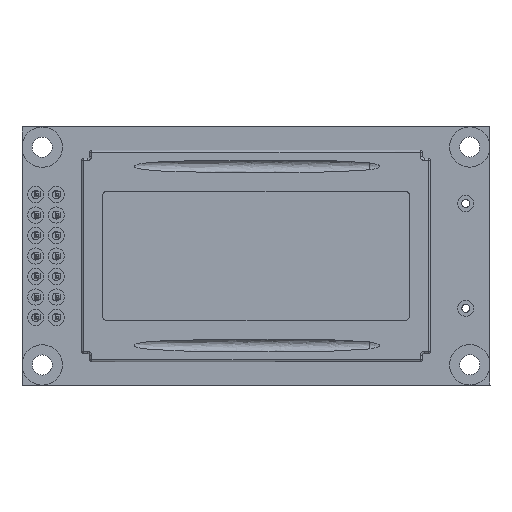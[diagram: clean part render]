
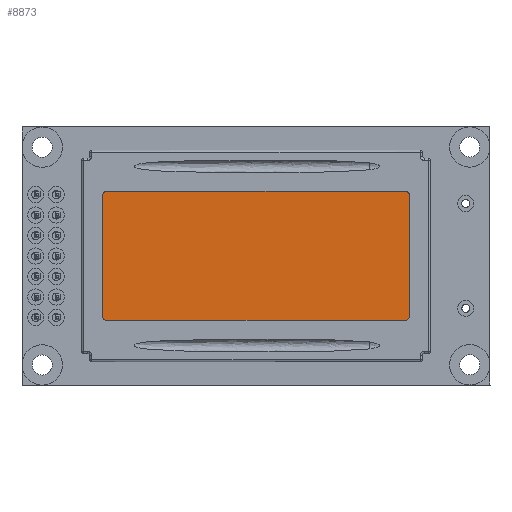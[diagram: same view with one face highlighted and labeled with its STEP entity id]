
A CAD part, top view. The second image highlights one B-rep face of the part: STEP entity #8873.
In plain terms, the highlighted planar face has unit normal (0, 0, 1).
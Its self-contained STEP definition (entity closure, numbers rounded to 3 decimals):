
#144=LINE('',#13554,#1128);
#148=LINE('',#13563,#1132);
#151=LINE('',#13571,#1135);
#154=LINE('',#13579,#1138);
#1128=VECTOR('',#10830,1000.);
#1132=VECTOR('',#10840,1000.);
#1135=VECTOR('',#10849,1000.);
#1138=VECTOR('',#10858,1000.);
#2090=PLANE('',#9709);
#3010=FACE_OUTER_BOUND('',#3700,.T.);
#3700=EDGE_LOOP('',(#6814,#6815,#6816,#6817,#6818,#6819,#6820,#6821));
#4284=CIRCLE('',#9675,0.5);
#4285=CIRCLE('',#9678,0.5);
#4286=CIRCLE('',#9681,0.5);
#4287=CIRCLE('',#9684,0.5);
#4511=VERTEX_POINT('',#13551);
#4512=VERTEX_POINT('',#13553);
#4513=VERTEX_POINT('',#13557);
#4514=VERTEX_POINT('',#13561);
#4515=VERTEX_POINT('',#13565);
#4516=VERTEX_POINT('',#13569);
#4517=VERTEX_POINT('',#13573);
#4518=VERTEX_POINT('',#13577);
#5317=EDGE_CURVE('',#4512,#4511,#144,.T.);
#5320=EDGE_CURVE('',#4511,#4513,#4284,.T.);
#5322=EDGE_CURVE('',#4514,#4513,#148,.T.);
#5324=EDGE_CURVE('',#4514,#4515,#4285,.T.);
#5326=EDGE_CURVE('',#4515,#4516,#151,.T.);
#5328=EDGE_CURVE('',#4516,#4517,#4286,.T.);
#5330=EDGE_CURVE('',#4518,#4517,#154,.T.);
#5331=EDGE_CURVE('',#4518,#4512,#4287,.T.);
#6814=ORIENTED_EDGE('',*,*,#5331,.T.);
#6815=ORIENTED_EDGE('',*,*,#5317,.T.);
#6816=ORIENTED_EDGE('',*,*,#5320,.T.);
#6817=ORIENTED_EDGE('',*,*,#5322,.F.);
#6818=ORIENTED_EDGE('',*,*,#5324,.T.);
#6819=ORIENTED_EDGE('',*,*,#5326,.T.);
#6820=ORIENTED_EDGE('',*,*,#5328,.T.);
#6821=ORIENTED_EDGE('',*,*,#5330,.F.);
#8873=ADVANCED_FACE('',(#3010),#2090,.T.);
#9675=AXIS2_PLACEMENT_3D('',#13559,#10835,#10836);
#9678=AXIS2_PLACEMENT_3D('',#13567,#10844,#10845);
#9681=AXIS2_PLACEMENT_3D('',#13575,#10853,#10854);
#9684=AXIS2_PLACEMENT_3D('',#13581,#10861,#10862);
#9709=AXIS2_PLACEMENT_3D('',#13816,#10911,#10912);
#10830=DIRECTION('',(-1.,0.,0.));
#10835=DIRECTION('center_axis',(0.,0.,1.));
#10836=DIRECTION('ref_axis',(1.,0.,0.));
#10840=DIRECTION('',(0.,1.,0.));
#10844=DIRECTION('center_axis',(0.,0.,1.));
#10845=DIRECTION('ref_axis',(1.,0.,0.));
#10849=DIRECTION('',(1.,0.,0.));
#10853=DIRECTION('center_axis',(0.,0.,1.));
#10854=DIRECTION('ref_axis',(1.,0.,0.));
#10858=DIRECTION('',(0.,-1.,0.));
#10861=DIRECTION('center_axis',(0.,0.,1.));
#10862=DIRECTION('ref_axis',(1.,0.,0.));
#10911=DIRECTION('center_axis',(0.,0.,1.));
#10912=DIRECTION('ref_axis',(1.,0.,0.));
#13551=CARTESIAN_POINT('',(-18.5,8.,7.7));
#13553=CARTESIAN_POINT('',(18.5,8.,7.7));
#13554=CARTESIAN_POINT('',(-18.5,8.,7.7));
#13557=CARTESIAN_POINT('',(-19.,7.5,7.7));
#13559=CARTESIAN_POINT('Origin',(-18.5,7.5,7.7));
#13561=CARTESIAN_POINT('',(-19.,-7.5,7.7));
#13563=CARTESIAN_POINT('',(-19.,7.5,7.7));
#13565=CARTESIAN_POINT('',(-18.5,-8.,7.7));
#13567=CARTESIAN_POINT('Origin',(-18.5,-7.5,7.7));
#13569=CARTESIAN_POINT('',(18.5,-8.,7.7));
#13571=CARTESIAN_POINT('',(18.5,-8.,7.7));
#13573=CARTESIAN_POINT('',(19.,-7.5,7.7));
#13575=CARTESIAN_POINT('Origin',(18.5,-7.5,7.7));
#13577=CARTESIAN_POINT('',(19.,7.5,7.7));
#13579=CARTESIAN_POINT('',(19.,-7.5,7.7));
#13581=CARTESIAN_POINT('Origin',(18.5,7.5,7.7));
#13816=CARTESIAN_POINT('Origin',(0.,0.,7.7));
